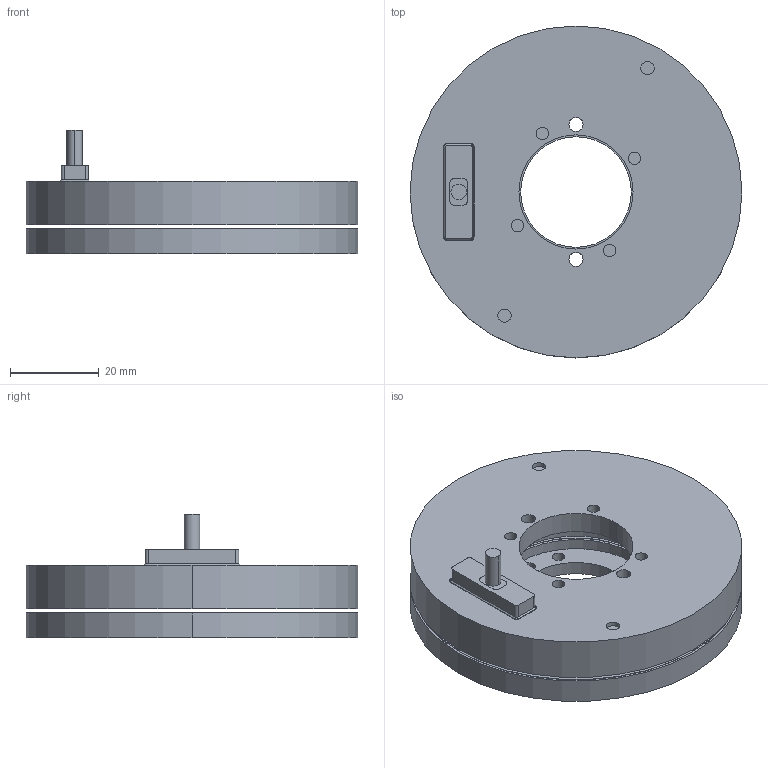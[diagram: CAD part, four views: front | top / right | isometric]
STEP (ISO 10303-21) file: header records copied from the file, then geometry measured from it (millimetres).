
FILE_DESCRIPTION (( 'STEP AP214' ), '1' );
FILE_NAME ('CAC75 20231214.STEP', '2023-12-14T08:59:21', ( '' ), ( '' ), 'SwSTEP 2.0', 'SolidWorks 2018', '' );
FILE_SCHEMA (( 'AUTOMOTIVE_DESIGN' ));
Length unit declared in the file: millimetre
Products named in the file (1): CAC75 20231214
Bounding box: 75 x 75 x 27.9 mm (x, y, z)
Volume: 56616.2 mm3; surface area: 23376.5 mm2
Topology: 3 solids, 3 shells, 1502 faces, 4202 edges, 2796 vertices
Faces by surface type: cylinder 898, plane 600, cone 4
Entity records: 65578 total; most frequent: DIRECTION 9004, CARTESIAN_POINT 8501, ORIENTED_EDGE 8404, EDGE_CURVE 4202, AXIS2_PLACEMENT_3D 3299, VERTEX_POINT 2796, VECTOR 2406, LINE 2406
